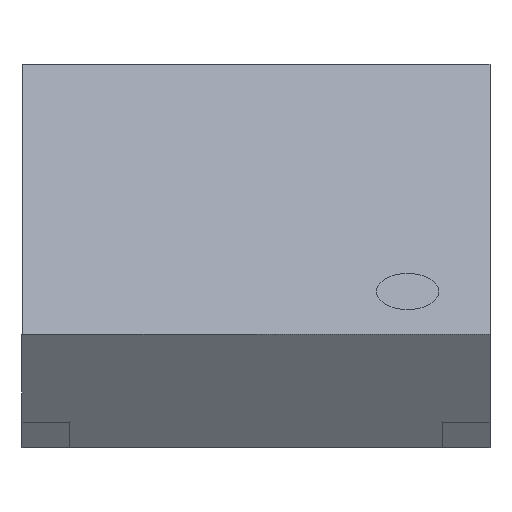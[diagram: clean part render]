
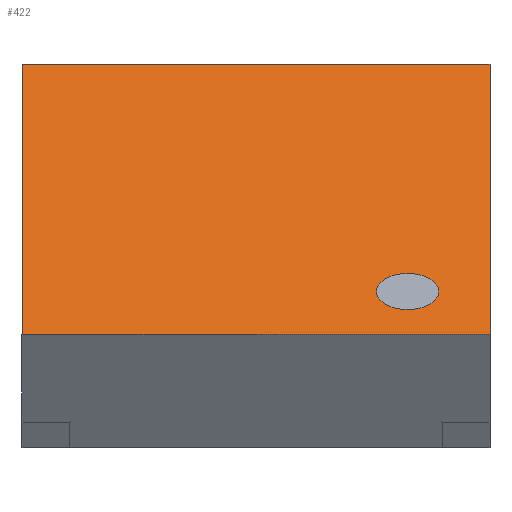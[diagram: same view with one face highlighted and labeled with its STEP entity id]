
A CAD part, isometric view. The second image highlights one B-rep face of the part: STEP entity #422.
In plain terms, the highlighted planar face has unit normal (0, 0, 1).
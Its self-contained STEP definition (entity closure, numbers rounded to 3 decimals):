
#24 = VERTEX_POINT('',#25);
#25 = CARTESIAN_POINT('',(-2.121,1.581,0.89));
#31 = EDGE_CURVE('',#32,#24,#34,.T.);
#32 = VERTEX_POINT('',#33);
#33 = CARTESIAN_POINT('',(0.,-0.54,0.89));
#34 = LINE('',#35,#36);
#35 = CARTESIAN_POINT('',(0.,-0.54,0.89));
#36 = VECTOR('',#37,1.);
#37 = DIRECTION('',(-0.707,0.707,0.));
#118 = EDGE_CURVE('',#24,#119,#121,.T.);
#119 = VERTEX_POINT('',#120);
#120 = CARTESIAN_POINT('',(0.,3.703,0.89));
#121 = LINE('',#122,#123);
#122 = CARTESIAN_POINT('',(-2.121,1.581,0.89));
#123 = VECTOR('',#124,1.);
#124 = DIRECTION('',(0.707,0.707,0.));
#388 = EDGE_CURVE('',#32,#389,#391,.T.);
#389 = VERTEX_POINT('',#390);
#390 = CARTESIAN_POINT('',(2.121,1.581,0.89));
#391 = LINE('',#392,#393);
#392 = CARTESIAN_POINT('',(0.,-0.54,0.89));
#393 = VECTOR('',#394,1.);
#394 = DIRECTION('',(0.707,0.707,0.));
#422 = ADVANCED_FACE('',(#423),#434,.T.);
#423 = FACE_BOUND('',#424,.T.);
#424 = EDGE_LOOP('',(#425,#426,#427,#433));
#425 = ORIENTED_EDGE('',*,*,#31,.F.);
#426 = ORIENTED_EDGE('',*,*,#388,.T.);
#427 = ORIENTED_EDGE('',*,*,#428,.T.);
#428 = EDGE_CURVE('',#389,#119,#429,.T.);
#429 = LINE('',#430,#431);
#430 = CARTESIAN_POINT('',(2.121,1.581,0.89));
#431 = VECTOR('',#432,1.);
#432 = DIRECTION('',(-0.707,0.707,0.));
#433 = ORIENTED_EDGE('',*,*,#118,.F.);
#434 = PLANE('',#435);
#435 = AXIS2_PLACEMENT_3D('',#436,#437,#438);
#436 = CARTESIAN_POINT('',(0.,-0.54,0.89));
#437 = DIRECTION('',(0.,0.,1.));
#438 = DIRECTION('',(0.707,0.707,0.));
